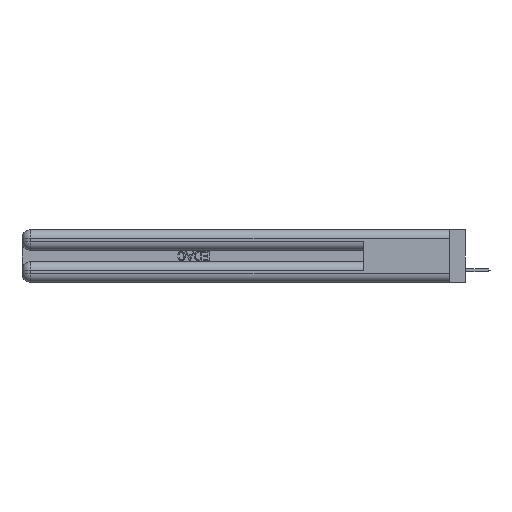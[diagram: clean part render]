
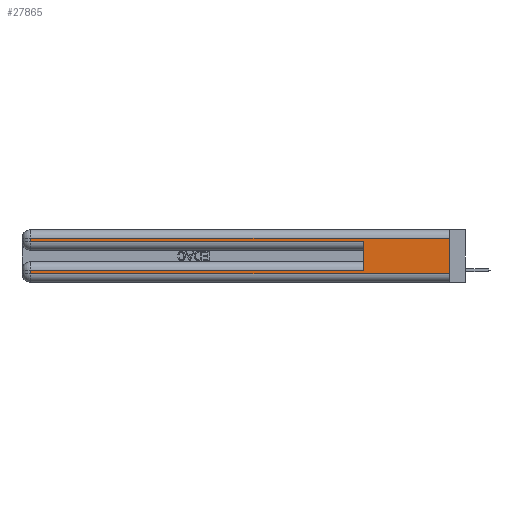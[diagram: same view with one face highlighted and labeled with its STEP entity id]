
A CAD part, left-side view. The second image highlights one B-rep face of the part: STEP entity #27865.
In plain terms, the highlighted planar face has unit normal (-1, 0, 0).
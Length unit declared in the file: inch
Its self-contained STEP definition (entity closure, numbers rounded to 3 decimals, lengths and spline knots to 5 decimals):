
#37 = EDGE_CURVE ( 'NONE', #23048, #2518, #22927, .T. ) ;
#171 = ORIENTED_EDGE ( 'NONE', *, *, #38301, .T. ) ;
#535 = ORIENTED_EDGE ( 'NONE', *, *, #21354, .T. ) ;
#1436 = DIRECTION ( 'NONE',  ( 0., 1., 0. ) ) ;
#2518 = VERTEX_POINT ( 'NONE', #11305 ) ;
#3381 = VERTEX_POINT ( 'NONE', #19003 ) ;
#3422 = DIRECTION ( 'NONE',  ( 1., 0., 0. ) ) ;
#5555 = DIRECTION ( 'NONE',  ( 0., 1., 0. ) ) ;
#5781 = VERTEX_POINT ( 'NONE', #28247 ) ;
#6622 = DIRECTION ( 'NONE',  ( 0., 0., -1. ) ) ;
#7097 = CARTESIAN_POINT ( 'NONE',  ( 0., 0., 0.37 ) ) ;
#8265 = CARTESIAN_POINT ( 'NONE',  ( 0., 0.6, 0.145 ) ) ;
#8426 = VECTOR ( 'NONE', #28416, 39.37008 ) ;
#8433 = DIRECTION ( 'NONE',  ( 0., 0., -1. ) ) ;
#8486 = CARTESIAN_POINT ( 'NONE',  ( 0., 0., 0.285 ) ) ;
#10934 = EDGE_CURVE ( 'NONE', #23048, #3381, #17732, .T. ) ;
#11305 = CARTESIAN_POINT ( 'NONE',  ( 0., 0., 0.06 ) ) ;
#12079 = LINE ( 'NONE', #8265, #13948 ) ;
#12281 = DIRECTION ( 'NONE',  ( 0., -1., 0. ) ) ;
#13948 = VECTOR ( 'NONE', #34610, 39.37008 ) ;
#16004 = VECTOR ( 'NONE', #12281, 39.37008 ) ;
#16141 = LINE ( 'NONE', #32013, #8426 ) ;
#16654 = EDGE_CURVE ( 'NONE', #34266, #32308, #28564, .T. ) ;
#17732 = LINE ( 'NONE', #28001, #44191 ) ;
#18088 = AXIS2_PLACEMENT_3D ( 'NONE', #7097, #3422, #6622 ) ;
#19003 = CARTESIAN_POINT ( 'NONE',  ( 0., 2.94, 0.31 ) ) ;
#19522 = CARTESIAN_POINT ( 'NONE',  ( 0., 2.94, 0.37 ) ) ;
#21008 = LINE ( 'NONE', #19522, #35092 ) ;
#21354 = EDGE_CURVE ( 'NONE', #3381, #28422, #34609, .T. ) ;
#21814 = DIRECTION ( 'NONE',  ( 0., 0., -1. ) ) ;
#22075 = VERTEX_POINT ( 'NONE', #41826 ) ;
#22927 = LINE ( 'NONE', #36919, #32928 ) ;
#23048 = VERTEX_POINT ( 'NONE', #31177 ) ;
#23638 = CARTESIAN_POINT ( 'NONE',  ( 0., 2.94, 0.37 ) ) ;
#25069 = CARTESIAN_POINT ( 'NONE',  ( 0., 2.94, 0.285 ) ) ;
#25822 = CARTESIAN_POINT ( 'NONE',  ( 0., 2.94, 0.085 ) ) ;
#27012 = VECTOR ( 'NONE', #27080, 39.37008 ) ;
#27080 = DIRECTION ( 'NONE',  ( 0., 0., -1. ) ) ;
#27865 = ADVANCED_FACE ( 'NONE', ( #38263 ), #33289, .F. ) ;
#28001 = CARTESIAN_POINT ( 'NONE',  ( 0., 0., 0.31 ) ) ;
#28247 = CARTESIAN_POINT ( 'NONE',  ( 0., 2.94, 0.06 ) ) ;
#28416 = DIRECTION ( 'NONE',  ( 0., -1., 0. ) ) ;
#28422 = VERTEX_POINT ( 'NONE', #25069 ) ;
#28564 = LINE ( 'NONE', #42292, #44982 ) ;
#28983 = LINE ( 'NONE', #8486, #16004 ) ;
#29510 = ORIENTED_EDGE ( 'NONE', *, *, #10934, .T. ) ;
#29737 = ORIENTED_EDGE ( 'NONE', *, *, #37, .F. ) ;
#31177 = CARTESIAN_POINT ( 'NONE',  ( 0., 0., 0.31 ) ) ;
#32013 = CARTESIAN_POINT ( 'NONE',  ( 0., 0., 0.06 ) ) ;
#32198 = EDGE_CURVE ( 'NONE', #5781, #2518, #16141, .T. ) ;
#32308 = VERTEX_POINT ( 'NONE', #25822 ) ;
#32928 = VECTOR ( 'NONE', #21814, 39.37008 ) ;
#33289 = PLANE ( 'NONE',  #18088 ) ;
#34266 = VERTEX_POINT ( 'NONE', #38035 ) ;
#34609 = LINE ( 'NONE', #23638, #27012 ) ;
#34610 = DIRECTION ( 'NONE',  ( 0., 0., 1. ) ) ;
#35092 = VECTOR ( 'NONE', #8433, 39.37008 ) ;
#36919 = CARTESIAN_POINT ( 'NONE',  ( 0., 0., 0.37 ) ) ;
#37462 = ORIENTED_EDGE ( 'NONE', *, *, #38321, .F. ) ;
#38035 = CARTESIAN_POINT ( 'NONE',  ( 0., 0.6, 0.085 ) ) ;
#38263 = FACE_OUTER_BOUND ( 'NONE', #44592, .T. ) ;
#38301 = EDGE_CURVE ( 'NONE', #32308, #5781, #21008, .T. ) ;
#38321 = EDGE_CURVE ( 'NONE', #34266, #22075, #12079, .T. ) ;
#38337 = ORIENTED_EDGE ( 'NONE', *, *, #16654, .T. ) ;
#41826 = CARTESIAN_POINT ( 'NONE',  ( 0., 0.6, 0.285 ) ) ;
#42292 = CARTESIAN_POINT ( 'NONE',  ( 0., 0., 0.085 ) ) ;
#42939 = ORIENTED_EDGE ( 'NONE', *, *, #32198, .T. ) ;
#44191 = VECTOR ( 'NONE', #5555, 39.37008 ) ;
#44592 = EDGE_LOOP ( 'NONE', ( #29737, #29510, #535, #47191, #37462, #38337, #171, #42939 ) ) ;
#44982 = VECTOR ( 'NONE', #1436, 39.37008 ) ;
#45260 = EDGE_CURVE ( 'NONE', #28422, #22075, #28983, .T. ) ;
#47191 = ORIENTED_EDGE ( 'NONE', *, *, #45260, .T. ) ;
